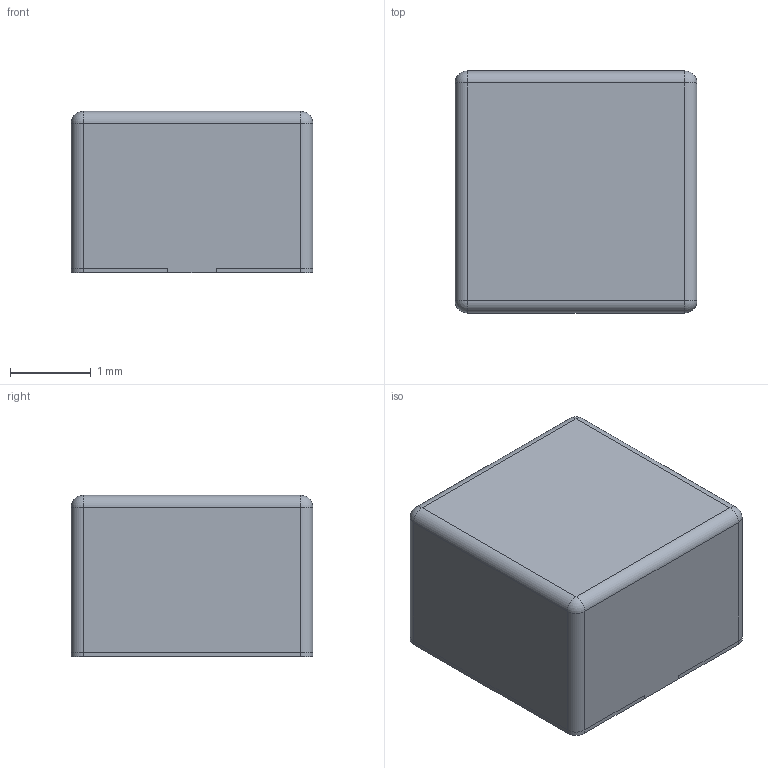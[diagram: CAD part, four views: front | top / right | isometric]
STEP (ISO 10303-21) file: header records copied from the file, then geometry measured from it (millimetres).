
FILE_DESCRIPTION(/* description */ ('model of L_Wuerth_MAPI-3020'),/* implementation_level */ '2;1');
FILE_NAME(/* name */ 'L_Wuerth_MAPI-3020.step',/* time_stamp */ '2017-10-22T15:47:18',/* author */ ('kicad StepUp','ksu'),/* organization */ ('FreeCAD'),/* preprocessor_version */ 'OCC',/* originating_system */ 'kicad StepUp',/* authorisation */ '');
FILE_SCHEMA(('AUTOMOTIVE_DESIGN { 1 0 10303 214 1 1 1 1 }'));
Length unit declared in the file: millimetre
Products named in the file (1): L_Wuerth_MAPI_3020
Bounding box: 3 x 3 x 2 mm (x, y, z)
Volume: 17.9 mm3; surface area: 40.7 mm2
Topology: 1 solids, 1 shells, 30 faces, 68 edges, 36 vertices
Faces by surface type: plane 14, cylinder 12, sphere 4
Entity records: 540 total; most frequent: ORIENTED_EDGE 98, EDGE_CURVE 64, CARTESIAN_POINT 56, AXIS2_PLACEMENT_3D 41, VERTEX_POINT 36, LINE 34, ADVANCED_FACE 30, FACE_BOUND 30
